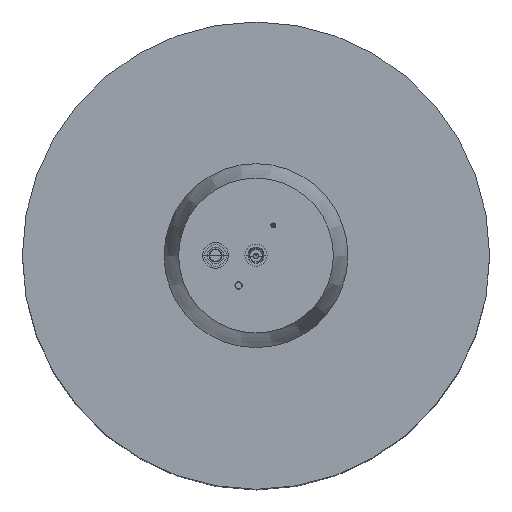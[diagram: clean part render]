
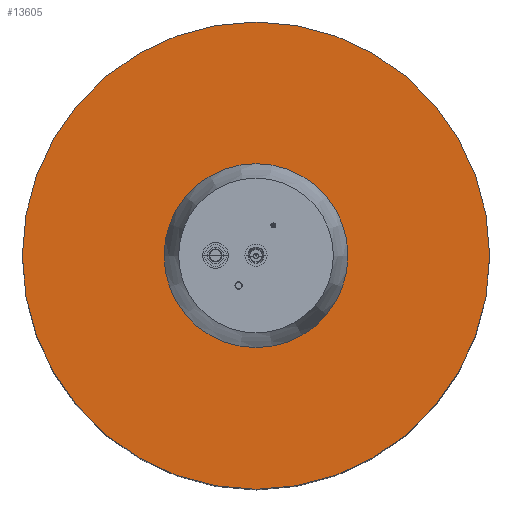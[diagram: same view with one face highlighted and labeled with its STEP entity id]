
A CAD part, top view. The second image highlights one B-rep face of the part: STEP entity #13605.
In plain terms, the highlighted planar face has unit normal (0, 0, 1).
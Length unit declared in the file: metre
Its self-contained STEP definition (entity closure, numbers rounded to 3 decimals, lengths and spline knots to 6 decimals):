
#753=PLANE('',#15856);
#1782=CIRCLE('',#15855,0.360373);
#1783=CIRCLE('',#15857,0.915494);
#3622=ORIENTED_EDGE('',*,*,#6202,.F.);
#3623=ORIENTED_EDGE('',*,*,#6201,.T.);
#6201=EDGE_CURVE('',#7724,#7724,#1782,.T.);
#6202=EDGE_CURVE('',#7725,#7725,#1783,.T.);
#7724=VERTEX_POINT('',#31642);
#7725=VERTEX_POINT('',#31645);
#10810=EDGE_LOOP('',(#3622));
#10811=EDGE_LOOP('',(#3623));
#12294=FACE_BOUND('',#10810,.T.);
#12295=FACE_BOUND('',#10811,.T.);
#13605=ADVANCED_FACE('',(#12294,#12295),#753,.F.);
#15855=AXIS2_PLACEMENT_3D('',#31641,#18899,#18900);
#15856=AXIS2_PLACEMENT_3D('',#31643,#18901,#18902);
#15857=AXIS2_PLACEMENT_3D('',#31644,#18903,#18904);
#18899=DIRECTION('',(0.,0.,-1.));
#18900=DIRECTION('',(-1.,0.,0.));
#18901=DIRECTION('',(0.,0.,-1.));
#18902=DIRECTION('',(-1.,0.,0.));
#18903=DIRECTION('',(0.,0.,-1.));
#18904=DIRECTION('',(-1.,0.,0.));
#31641=CARTESIAN_POINT('',(0.,0.,1.043513));
#31642=CARTESIAN_POINT('',(-0.360373,0.,1.043513));
#31643=CARTESIAN_POINT('',(-0.583959,0.,1.043513));
#31644=CARTESIAN_POINT('',(0.,0.,1.043513));
#31645=CARTESIAN_POINT('',(-0.915494,0.,1.043513));
